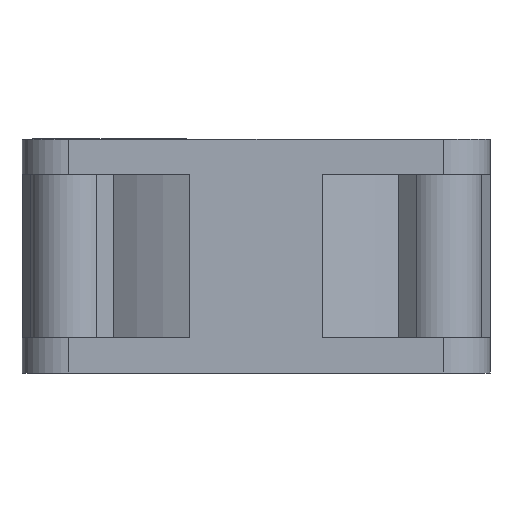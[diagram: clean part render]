
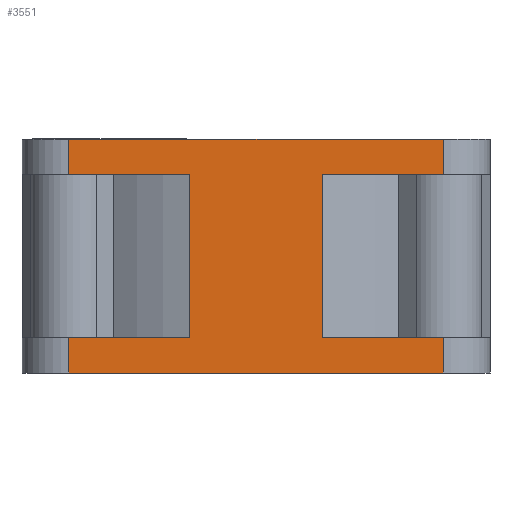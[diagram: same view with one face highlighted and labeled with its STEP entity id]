
A CAD part, left-side view. The second image highlights one B-rep face of the part: STEP entity #3551.
In plain terms, the highlighted planar face has unit normal (-1, 0, 0).
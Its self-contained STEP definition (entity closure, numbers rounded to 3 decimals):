
#1182=DIRECTION('',(0.,1.,0.));
#1183=VECTOR('',#1182,32.);
#1184=CARTESIAN_POINT('',(-20.,-16.,-20.));
#1185=LINE('',#1184,#1183);
#1186=DIRECTION('',(0.,0.,1.));
#1187=VECTOR('',#1186,3.);
#1188=CARTESIAN_POINT('',(-20.,16.,-3.));
#1189=LINE('',#1188,#1187);
#1190=DIRECTION('',(0.,-1.,0.));
#1191=VECTOR('',#1190,32.);
#1192=CARTESIAN_POINT('',(-20.,16.,0.));
#1193=LINE('',#1192,#1191);
#1194=DIRECTION('',(0.,0.,-1.));
#1195=VECTOR('',#1194,3.);
#1196=CARTESIAN_POINT('',(-20.,16.,-17.));
#1197=LINE('',#1196,#1195);
#1211=DIRECTION('',(0.,1.,0.));
#1212=VECTOR('',#1211,10.287);
#1213=CARTESIAN_POINT('',(-20.,5.713,-17.));
#1214=LINE('',#1213,#1212);
#1275=DIRECTION('',(0.,-1.,0.));
#1276=VECTOR('',#1275,10.287);
#1277=CARTESIAN_POINT('',(-20.,16.,-3.));
#1278=LINE('',#1277,#1276);
#1304=DIRECTION('',(0.,0.,-1.));
#1305=VECTOR('',#1304,14.);
#1306=CARTESIAN_POINT('',(-20.,5.713,-3.));
#1307=LINE('',#1306,#1305);
#1308=DIRECTION('',(0.,0.,1.));
#1309=VECTOR('',#1308,3.);
#1310=CARTESIAN_POINT('',(-20.,-16.,-3.));
#1311=LINE('',#1310,#1309);
#1393=DIRECTION('',(0.,0.,1.));
#1394=VECTOR('',#1393,3.);
#1395=CARTESIAN_POINT('',(-20.,-16.,-20.));
#1396=LINE('',#1395,#1394);
#1415=DIRECTION('',(0.,1.,0.));
#1416=VECTOR('',#1415,10.287);
#1417=CARTESIAN_POINT('',(-20.,-16.,-17.));
#1418=LINE('',#1417,#1416);
#1461=DIRECTION('',(0.,-1.,0.));
#1462=VECTOR('',#1461,10.287);
#1463=CARTESIAN_POINT('',(-20.,-5.713,-3.));
#1464=LINE('',#1463,#1462);
#1491=DIRECTION('',(0.,0.,1.));
#1492=VECTOR('',#1491,14.);
#1493=CARTESIAN_POINT('',(-20.,-5.713,-17.));
#1494=LINE('',#1493,#1492);
#1937=CARTESIAN_POINT('',(-20.,-16.,0.));
#1938=VERTEX_POINT('',#1937);
#1939=CARTESIAN_POINT('',(-20.,16.,0.));
#1940=VERTEX_POINT('',#1939);
#2041=CARTESIAN_POINT('',(-20.,16.,-20.));
#2042=VERTEX_POINT('',#2041);
#2043=CARTESIAN_POINT('',(-20.,-16.,-20.));
#2044=VERTEX_POINT('',#2043);
#2153=CARTESIAN_POINT('',(-20.,16.,-3.));
#2154=VERTEX_POINT('',#2153);
#2157=CARTESIAN_POINT('',(-20.,16.,-17.));
#2158=VERTEX_POINT('',#2157);
#2165=CARTESIAN_POINT('',(-20.,5.713,-17.));
#2166=VERTEX_POINT('',#2165);
#2187=CARTESIAN_POINT('',(-20.,5.713,-3.));
#2188=VERTEX_POINT('',#2187);
#2191=CARTESIAN_POINT('',(-20.,-16.,-3.));
#2192=VERTEX_POINT('',#2191);
#2251=CARTESIAN_POINT('',(-20.,-16.,-17.));
#2252=VERTEX_POINT('',#2251);
#2259=CARTESIAN_POINT('',(-20.,-5.713,-17.));
#2260=VERTEX_POINT('',#2259);
#2277=CARTESIAN_POINT('',(-20.,-5.713,-3.));
#2278=VERTEX_POINT('',#2277);
#3523=CARTESIAN_POINT('',(-20.,0.,-10.));
#3524=DIRECTION('',(1.,0.,0.));
#3525=DIRECTION('',(0.,-1.,0.));
#3526=AXIS2_PLACEMENT_3D('',#3523,#3524,#3525);
#3527=PLANE('',#3526);
#3528=ORIENTED_EDGE('',*,*,#3048,.T.);
#3530=ORIENTED_EDGE('',*,*,#3529,.F.);
#3532=ORIENTED_EDGE('',*,*,#3531,.F.);
#3534=ORIENTED_EDGE('',*,*,#3533,.F.);
#3536=ORIENTED_EDGE('',*,*,#3535,.F.);
#3537=ORIENTED_EDGE('',*,*,#3515,.T.);
#3538=ORIENTED_EDGE('',*,*,#2493,.T.);
#3540=ORIENTED_EDGE('',*,*,#3539,.F.);
#3542=ORIENTED_EDGE('',*,*,#3541,.F.);
#3544=ORIENTED_EDGE('',*,*,#3543,.F.);
#3546=ORIENTED_EDGE('',*,*,#3545,.F.);
#3548=ORIENTED_EDGE('',*,*,#3547,.F.);
#3549=EDGE_LOOP('',(#3528,#3530,#3532,#3534,#3536,#3537,#3538,#3540,#3542,#3544,
#3546,#3548));
#3550=FACE_OUTER_BOUND('',#3549,.F.);
#3551=ADVANCED_FACE('',(#3550),#3527,.F.);
#2493=EDGE_CURVE('',#1940,#1938,#1193,.T.);
#3048=EDGE_CURVE('',#2044,#2042,#1185,.T.);
#3515=EDGE_CURVE('',#2154,#1940,#1189,.T.);
#3529=EDGE_CURVE('',#2158,#2042,#1197,.T.);
#3531=EDGE_CURVE('',#2166,#2158,#1214,.T.);
#3533=EDGE_CURVE('',#2188,#2166,#1307,.T.);
#3535=EDGE_CURVE('',#2154,#2188,#1278,.T.);
#3539=EDGE_CURVE('',#2192,#1938,#1311,.T.);
#3541=EDGE_CURVE('',#2278,#2192,#1464,.T.);
#3543=EDGE_CURVE('',#2260,#2278,#1494,.T.);
#3545=EDGE_CURVE('',#2252,#2260,#1418,.T.);
#3547=EDGE_CURVE('',#2044,#2252,#1396,.T.);
